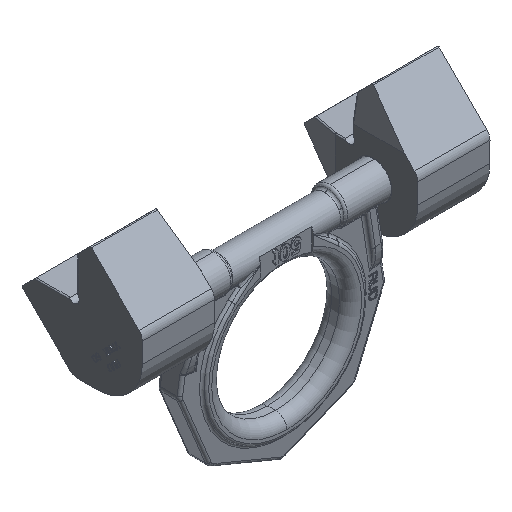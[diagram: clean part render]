
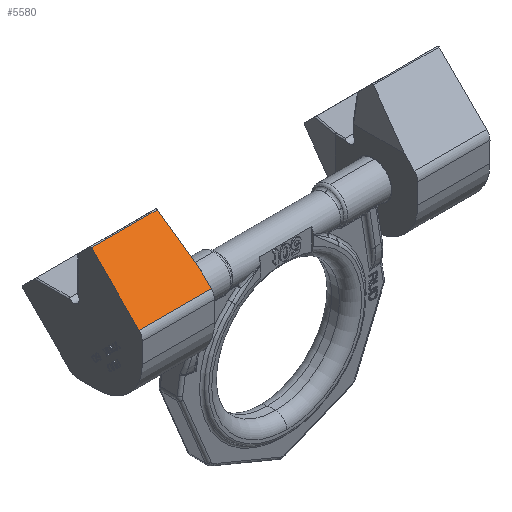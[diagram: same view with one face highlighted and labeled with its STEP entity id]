
A CAD part, isometric view. The second image highlights one B-rep face of the part: STEP entity #5580.
In plain terms, the highlighted face is planar.
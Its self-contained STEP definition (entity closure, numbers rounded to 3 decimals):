
#20=DIRECTION('',(0.,-1.,0.));
#21=VECTOR('',#20,121.203);
#22=CARTESIAN_POINT('',(88.,16.853,0.));
#23=LINE('',#22,#21);
#1168=DIRECTION('',(0.,-1.,0.));
#1169=VECTOR('',#1168,25.786);
#1170=CARTESIAN_POINT('',(88.,16.853,130.));
#1171=LINE('',#1170,#1169);
#1372=DIRECTION('',(0.,0.992,0.124));
#1373=VECTOR('',#1372,96.155);
#1374=CARTESIAN_POINT('',(88.,-104.35,118.103));
#1375=LINE('',#1374,#1373);
#1376=DIRECTION('',(0.,0.,-1.));
#1377=VECTOR('',#1376,130.);
#1378=CARTESIAN_POINT('',(88.,16.853,130.));
#1379=LINE('',#1378,#1377);
#1380=DIRECTION('',(0.,0.,-1.));
#1381=VECTOR('',#1380,118.103);
#1382=CARTESIAN_POINT('',(88.,-104.35,118.103));
#1383=LINE('',#1382,#1381);
#3490=CARTESIAN_POINT('',(88.,16.853,0.));
#3492=VERTEX_POINT('',#3490);
#3495=CARTESIAN_POINT('',(88.,-104.35,0.));
#3497=VERTEX_POINT('',#3495);
#3500=CARTESIAN_POINT('',(88.,16.853,130.));
#3501=VERTEX_POINT('',#3500);
#3511=CARTESIAN_POINT('',(88.,-104.35,118.103));
#3512=CARTESIAN_POINT('',(88.,-8.934,130.));
#3513=VERTEX_POINT('',#3511);
#3514=VERTEX_POINT('',#3512);
#5566=CARTESIAN_POINT('',(88.,25.137,0.));
#5567=DIRECTION('',(-1.,0.,0.));
#5568=DIRECTION('',(0.,-1.,0.));
#5569=AXIS2_PLACEMENT_3D('',#5566,#5567,#5568);
#5570=PLANE('',#5569);
#5572=ORIENTED_EDGE('',*,*,#5571,.T.);
#5573=ORIENTED_EDGE('',*,*,#5220,.F.);
#5574=ORIENTED_EDGE('',*,*,#5559,.T.);
#5575=ORIENTED_EDGE('',*,*,#4541,.T.);
#5577=ORIENTED_EDGE('',*,*,#5576,.F.);
#5578=EDGE_LOOP('',(#5572,#5573,#5574,#5575,#5577));
#5579=FACE_OUTER_BOUND('',#5578,.F.);
#5580=ADVANCED_FACE('',(#5579),#5570,.F.);
#4541=EDGE_CURVE('',#3492,#3497,#23,.T.);
#5220=EDGE_CURVE('',#3501,#3514,#1171,.T.);
#5559=EDGE_CURVE('',#3501,#3492,#1379,.T.);
#5571=EDGE_CURVE('',#3513,#3514,#1375,.T.);
#5576=EDGE_CURVE('',#3513,#3497,#1383,.T.);
